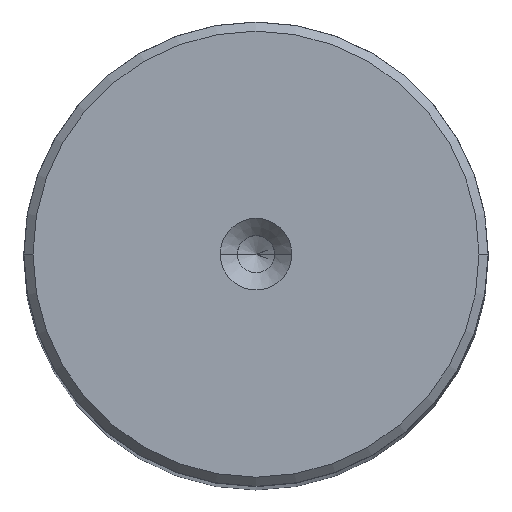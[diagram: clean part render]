
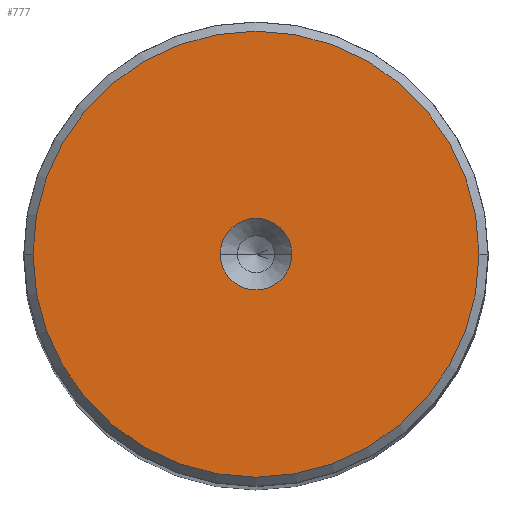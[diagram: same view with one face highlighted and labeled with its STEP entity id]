
A CAD part, top view. The second image highlights one B-rep face of the part: STEP entity #777.
In plain terms, the highlighted planar face has unit normal (0, 0, 1).
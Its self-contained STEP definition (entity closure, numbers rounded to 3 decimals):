
#46 = DIRECTION ( 'NONE',  ( 0., 0., 1. ) ) ;
#133 = PLANE ( 'NONE',  #1441 ) ;
#171 = AXIS2_PLACEMENT_3D ( 'NONE', #1676, #46, #1059 ) ;
#427 = ORIENTED_EDGE ( 'NONE', *, *, #2438, .F. ) ;
#562 = EDGE_LOOP ( 'NONE', ( #2697, #427 ) ) ;
#592 = DIRECTION ( 'NONE',  ( 1., 0., 0. ) ) ;
#620 = VERTEX_POINT ( 'NONE', #1691 ) ;
#623 = DIRECTION ( 'NONE',  ( 1., 0., 0. ) ) ;
#777 = ADVANCED_FACE ( 'NONE', ( #1487, #843 ), #133, .T. ) ;
#792 = EDGE_LOOP ( 'NONE', ( #881, #2593 ) ) ;
#843 = FACE_OUTER_BOUND ( 'NONE', #792, .T. ) ;
#881 = ORIENTED_EDGE ( 'NONE', *, *, #1391, .T. ) ;
#1059 = DIRECTION ( 'NONE',  ( 1., 0., 0. ) ) ;
#1141 = CIRCLE ( 'NONE', #2321, 3.85 ) ;
#1294 = CIRCLE ( 'NONE', #171, 24.017 ) ;
#1358 = AXIS2_PLACEMENT_3D ( 'NONE', #2416, #2006, #2231 ) ;
#1391 = EDGE_CURVE ( 'NONE', #1499, #2291, #1294, .T. ) ;
#1401 = EDGE_CURVE ( 'NONE', #620, #2719, #1141, .T. ) ;
#1425 = CIRCLE ( 'NONE', #1358, 3.85 ) ;
#1441 = AXIS2_PLACEMENT_3D ( 'NONE', #2083, #2264, #623 ) ;
#1487 = FACE_BOUND ( 'NONE', #562, .T. ) ;
#1488 = CARTESIAN_POINT ( 'NONE',  ( -3.85, 0., 220. ) ) ;
#1499 = VERTEX_POINT ( 'NONE', #1705 ) ;
#1676 = CARTESIAN_POINT ( 'NONE',  ( 0., 0., 220. ) ) ;
#1691 = CARTESIAN_POINT ( 'NONE',  ( 3.85, 0., 220. ) ) ;
#1705 = CARTESIAN_POINT ( 'NONE',  ( -24.017, 0., 220. ) ) ;
#1713 = DIRECTION ( 'NONE',  ( 0., 0., 1. ) ) ;
#2006 = DIRECTION ( 'NONE',  ( 0., 0., 1. ) ) ;
#2053 = CARTESIAN_POINT ( 'NONE',  ( 0., 0., 220. ) ) ;
#2083 = CARTESIAN_POINT ( 'NONE',  ( 0., 0., 220. ) ) ;
#2108 = CARTESIAN_POINT ( 'NONE',  ( 0., 0., 220. ) ) ;
#2231 = DIRECTION ( 'NONE',  ( 1., 0., 0. ) ) ;
#2264 = DIRECTION ( 'NONE',  ( 0., 0., 1. ) ) ;
#2278 = CIRCLE ( 'NONE', #2431, 24.017 ) ;
#2291 = VERTEX_POINT ( 'NONE', #2658 ) ;
#2321 = AXIS2_PLACEMENT_3D ( 'NONE', #2108, #1713, #2529 ) ;
#2416 = CARTESIAN_POINT ( 'NONE',  ( 0., 0., 220. ) ) ;
#2431 = AXIS2_PLACEMENT_3D ( 'NONE', #2053, #2691, #592 ) ;
#2438 = EDGE_CURVE ( 'NONE', #2719, #620, #1425, .T. ) ;
#2529 = DIRECTION ( 'NONE',  ( 1., 0., 0. ) ) ;
#2593 = ORIENTED_EDGE ( 'NONE', *, *, #2604, .T. ) ;
#2604 = EDGE_CURVE ( 'NONE', #2291, #1499, #2278, .T. ) ;
#2658 = CARTESIAN_POINT ( 'NONE',  ( 24.017, 0., 220. ) ) ;
#2691 = DIRECTION ( 'NONE',  ( 0., 0., 1. ) ) ;
#2697 = ORIENTED_EDGE ( 'NONE', *, *, #1401, .F. ) ;
#2719 = VERTEX_POINT ( 'NONE', #1488 ) ;
